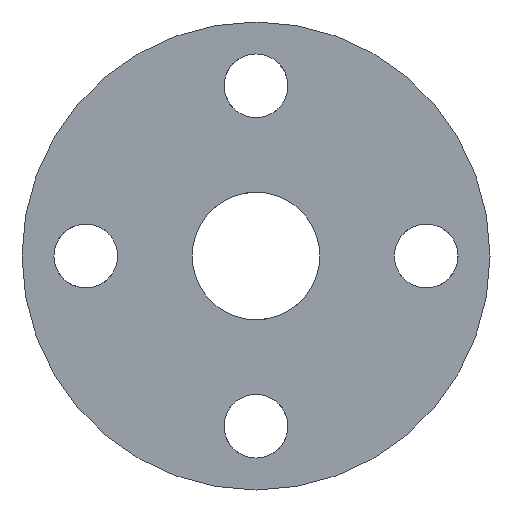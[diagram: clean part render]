
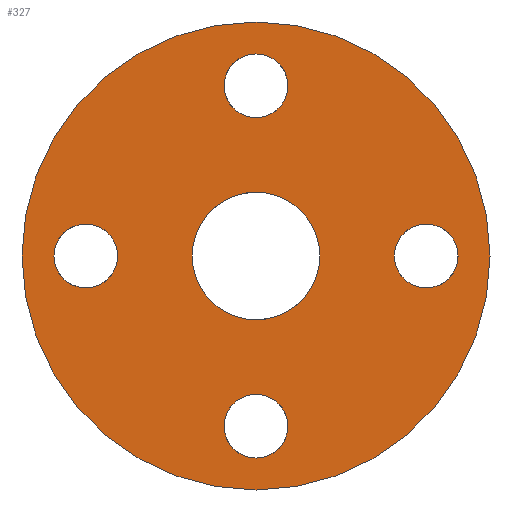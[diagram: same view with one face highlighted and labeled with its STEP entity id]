
A CAD part, front view. The second image highlights one B-rep face of the part: STEP entity #327.
In plain terms, the highlighted planar face has unit normal (0, -1, 0).
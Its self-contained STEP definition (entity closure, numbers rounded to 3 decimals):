
#17=PLANE('',#387);
#28=FACE_BOUND('',#77,.T.);
#29=FACE_BOUND('',#78,.T.);
#30=FACE_BOUND('',#79,.T.);
#31=FACE_BOUND('',#80,.T.);
#32=FACE_BOUND('',#81,.T.);
#54=FACE_OUTER_BOUND('',#76,.T.);
#76=EDGE_LOOP('',(#295,#296));
#77=EDGE_LOOP('',(#297,#298));
#78=EDGE_LOOP('',(#299,#300));
#79=EDGE_LOOP('',(#301,#302));
#80=EDGE_LOOP('',(#303,#304));
#81=EDGE_LOOP('',(#305,#306));
#104=CIRCLE('',#356,3.);
#105=CIRCLE('',#357,3.);
#108=CIRCLE('',#361,1.5);
#109=CIRCLE('',#362,1.5);
#112=CIRCLE('',#366,1.5);
#113=CIRCLE('',#367,1.5);
#116=CIRCLE('',#371,1.5);
#117=CIRCLE('',#372,1.5);
#120=CIRCLE('',#376,1.5);
#121=CIRCLE('',#377,1.5);
#126=CIRCLE('',#385,11.);
#127=CIRCLE('',#386,11.);
#142=VERTEX_POINT('',#653);
#143=VERTEX_POINT('',#654);
#146=VERTEX_POINT('',#663);
#147=VERTEX_POINT('',#664);
#150=VERTEX_POINT('',#673);
#151=VERTEX_POINT('',#674);
#154=VERTEX_POINT('',#683);
#155=VERTEX_POINT('',#684);
#158=VERTEX_POINT('',#693);
#159=VERTEX_POINT('',#694);
#164=VERTEX_POINT('',#709);
#165=VERTEX_POINT('',#711);
#183=EDGE_CURVE('',#142,#143,#104,.T.);
#184=EDGE_CURVE('',#143,#142,#105,.T.);
#188=EDGE_CURVE('',#146,#147,#108,.T.);
#189=EDGE_CURVE('',#147,#146,#109,.T.);
#193=EDGE_CURVE('',#150,#151,#112,.T.);
#194=EDGE_CURVE('',#151,#150,#113,.T.);
#198=EDGE_CURVE('',#154,#155,#116,.T.);
#199=EDGE_CURVE('',#155,#154,#117,.T.);
#203=EDGE_CURVE('',#158,#159,#120,.T.);
#204=EDGE_CURVE('',#159,#158,#121,.T.);
#211=EDGE_CURVE('',#164,#165,#126,.T.);
#212=EDGE_CURVE('',#165,#164,#127,.T.);
#295=ORIENTED_EDGE('',*,*,#212,.F.);
#296=ORIENTED_EDGE('',*,*,#211,.F.);
#297=ORIENTED_EDGE('',*,*,#183,.T.);
#298=ORIENTED_EDGE('',*,*,#184,.T.);
#299=ORIENTED_EDGE('',*,*,#188,.T.);
#300=ORIENTED_EDGE('',*,*,#189,.T.);
#301=ORIENTED_EDGE('',*,*,#193,.T.);
#302=ORIENTED_EDGE('',*,*,#194,.T.);
#303=ORIENTED_EDGE('',*,*,#198,.T.);
#304=ORIENTED_EDGE('',*,*,#199,.T.);
#305=ORIENTED_EDGE('',*,*,#203,.T.);
#306=ORIENTED_EDGE('',*,*,#204,.T.);
#327=ADVANCED_FACE('',(#54,#28,#29,#30,#31,#32),#17,.F.);
#356=AXIS2_PLACEMENT_3D('',#655,#409,#410);
#357=AXIS2_PLACEMENT_3D('',#656,#411,#412);
#361=AXIS2_PLACEMENT_3D('',#665,#420,#421);
#362=AXIS2_PLACEMENT_3D('',#666,#422,#423);
#366=AXIS2_PLACEMENT_3D('',#675,#431,#432);
#367=AXIS2_PLACEMENT_3D('',#676,#433,#434);
#371=AXIS2_PLACEMENT_3D('',#685,#442,#443);
#372=AXIS2_PLACEMENT_3D('',#686,#444,#445);
#376=AXIS2_PLACEMENT_3D('',#695,#453,#454);
#377=AXIS2_PLACEMENT_3D('',#696,#455,#456);
#385=AXIS2_PLACEMENT_3D('',#712,#473,#474);
#386=AXIS2_PLACEMENT_3D('',#713,#475,#476);
#387=AXIS2_PLACEMENT_3D('',#714,#477,#478);
#409=DIRECTION('center_axis',(0.,1.,0.));
#410=DIRECTION('ref_axis',(1.,0.,0.));
#411=DIRECTION('center_axis',(0.,1.,0.));
#412=DIRECTION('ref_axis',(1.,0.,0.));
#420=DIRECTION('center_axis',(0.,1.,0.));
#421=DIRECTION('ref_axis',(1.,0.,0.));
#422=DIRECTION('center_axis',(0.,1.,0.));
#423=DIRECTION('ref_axis',(1.,0.,0.));
#431=DIRECTION('center_axis',(0.,1.,0.));
#432=DIRECTION('ref_axis',(1.,0.,0.));
#433=DIRECTION('center_axis',(0.,1.,0.));
#434=DIRECTION('ref_axis',(1.,0.,0.));
#442=DIRECTION('center_axis',(0.,1.,0.));
#443=DIRECTION('ref_axis',(1.,0.,0.));
#444=DIRECTION('center_axis',(0.,1.,0.));
#445=DIRECTION('ref_axis',(1.,0.,0.));
#453=DIRECTION('center_axis',(0.,1.,0.));
#454=DIRECTION('ref_axis',(1.,0.,0.));
#455=DIRECTION('center_axis',(0.,1.,0.));
#456=DIRECTION('ref_axis',(1.,0.,0.));
#473=DIRECTION('center_axis',(0.,1.,0.));
#474=DIRECTION('ref_axis',(-1.,0.,0.));
#475=DIRECTION('center_axis',(0.,1.,0.));
#476=DIRECTION('ref_axis',(-1.,0.,0.));
#477=DIRECTION('center_axis',(0.,1.,0.));
#478=DIRECTION('ref_axis',(0.,0.,1.));
#653=CARTESIAN_POINT('',(3.,0.,0.));
#654=CARTESIAN_POINT('',(-3.,0.,0.));
#655=CARTESIAN_POINT('Origin',(0.,0.,0.));
#656=CARTESIAN_POINT('Origin',(0.,0.,0.));
#663=CARTESIAN_POINT('',(1.5,0.,-8.));
#664=CARTESIAN_POINT('',(-1.5,0.,-8.));
#665=CARTESIAN_POINT('Origin',(0.,0.,-8.));
#666=CARTESIAN_POINT('Origin',(0.,0.,-8.));
#673=CARTESIAN_POINT('',(-6.5,0.,0.));
#674=CARTESIAN_POINT('',(-9.5,0.,0.));
#675=CARTESIAN_POINT('Origin',(-8.,0.,0.));
#676=CARTESIAN_POINT('Origin',(-8.,0.,0.));
#683=CARTESIAN_POINT('',(1.5,0.,8.));
#684=CARTESIAN_POINT('',(-1.5,0.,8.));
#685=CARTESIAN_POINT('Origin',(0.,0.,8.));
#686=CARTESIAN_POINT('Origin',(0.,0.,8.));
#693=CARTESIAN_POINT('',(9.5,0.,0.));
#694=CARTESIAN_POINT('',(6.5,0.,0.));
#695=CARTESIAN_POINT('Origin',(8.,0.,0.));
#696=CARTESIAN_POINT('Origin',(8.,0.,0.));
#709=CARTESIAN_POINT('',(11.,0.,0.));
#711=CARTESIAN_POINT('',(-11.,0.,0.));
#712=CARTESIAN_POINT('Origin',(0.,0.,0.));
#713=CARTESIAN_POINT('Origin',(0.,0.,0.));
#714=CARTESIAN_POINT('Origin',(0.,0.,0.));
